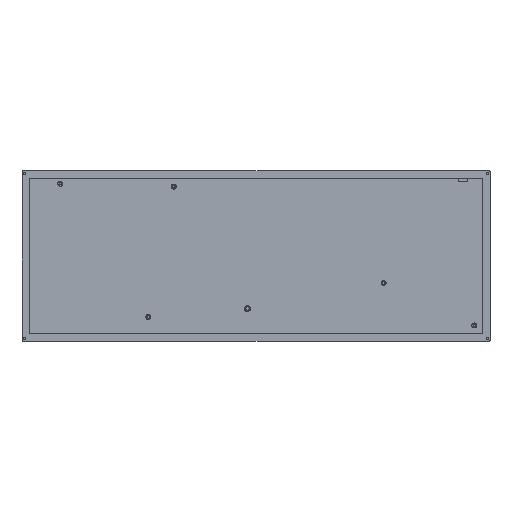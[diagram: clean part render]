
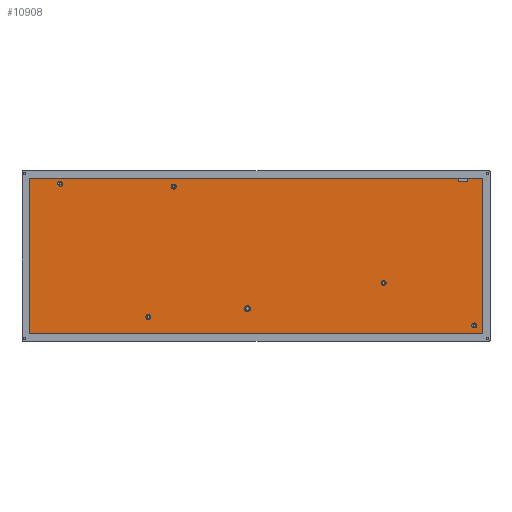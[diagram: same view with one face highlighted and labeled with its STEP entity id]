
A CAD part, top view. The second image highlights one B-rep face of the part: STEP entity #10908.
In plain terms, the highlighted planar face has unit normal (0, 0, 1).
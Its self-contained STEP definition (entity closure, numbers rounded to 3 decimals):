
#1463=CIRCLE('',#11581,2.1);
#1465=CIRCLE('',#11585,2.1);
#1466=CIRCLE('',#11586,2.524);
#1467=CIRCLE('',#11587,2.1);
#1468=CIRCLE('',#11588,2.1);
#1469=CIRCLE('',#11589,2.1);
#1524=FACE_BOUND('',#2296,.T.);
#1525=FACE_BOUND('',#2297,.T.);
#1526=FACE_BOUND('',#2298,.T.);
#1527=FACE_BOUND('',#2299,.T.);
#1528=FACE_BOUND('',#2300,.T.);
#1529=FACE_BOUND('',#2301,.T.);
#1634=FACE_OUTER_BOUND('',#2295,.T.);
#2295=EDGE_LOOP('',(#7411,#7412,#7413,#7414,#7415,#7416,#7417,#7418));
#2296=EDGE_LOOP('',(#7419));
#2297=EDGE_LOOP('',(#7420));
#2298=EDGE_LOOP('',(#7421));
#2299=EDGE_LOOP('',(#7422));
#2300=EDGE_LOOP('',(#7423));
#2301=EDGE_LOOP('',(#7424));
#3010=LINE('',#12921,#3722);
#3013=LINE('',#12927,#3725);
#3031=LINE('',#12962,#3743);
#3044=LINE('',#12990,#3756);
#3048=LINE('',#12997,#3760);
#3075=LINE('',#13063,#3787);
#3076=LINE('',#13065,#3788);
#3077=LINE('',#13066,#3789);
#3722=VECTOR('',#11774,10.);
#3725=VECTOR('',#11779,10.);
#3743=VECTOR('',#11809,10.);
#3756=VECTOR('',#11834,1.);
#3760=VECTOR('',#11838,1.);
#3787=VECTOR('',#11901,1.);
#3788=VECTOR('',#11902,1.);
#3789=VECTOR('',#11903,1.);
#4433=VERTEX_POINT('',#12917);
#4435=VERTEX_POINT('',#12920);
#4437=VERTEX_POINT('',#12926);
#4448=VERTEX_POINT('',#12960);
#4457=VERTEX_POINT('',#12989);
#4460=VERTEX_POINT('',#12995);
#4479=VERTEX_POINT('',#13055);
#4481=VERTEX_POINT('',#13062);
#4482=VERTEX_POINT('',#13064);
#4483=VERTEX_POINT('',#13067);
#4484=VERTEX_POINT('',#13069);
#4485=VERTEX_POINT('',#13071);
#4486=VERTEX_POINT('',#13073);
#4487=VERTEX_POINT('',#13075);
#5578=EDGE_CURVE('',#4435,#4433,#3010,.T.);
#5581=EDGE_CURVE('',#4437,#4435,#3013,.T.);
#5599=EDGE_CURVE('',#4448,#4437,#3031,.T.);
#5612=EDGE_CURVE('',#4457,#4448,#3044,.T.);
#5616=EDGE_CURVE('',#4433,#4460,#3048,.T.);
#5644=EDGE_CURVE('',#4479,#4479,#1463,.T.);
#5647=EDGE_CURVE('',#4460,#4481,#3075,.T.);
#5648=EDGE_CURVE('',#4481,#4482,#3076,.T.);
#5649=EDGE_CURVE('',#4482,#4457,#3077,.T.);
#5650=EDGE_CURVE('',#4483,#4483,#1465,.T.);
#5651=EDGE_CURVE('',#4484,#4484,#1466,.T.);
#5652=EDGE_CURVE('',#4485,#4485,#1467,.T.);
#5653=EDGE_CURVE('',#4486,#4486,#1468,.T.);
#5654=EDGE_CURVE('',#4487,#4487,#1469,.T.);
#7411=ORIENTED_EDGE('',*,*,#5578,.T.);
#7412=ORIENTED_EDGE('',*,*,#5616,.T.);
#7413=ORIENTED_EDGE('',*,*,#5647,.T.);
#7414=ORIENTED_EDGE('',*,*,#5648,.T.);
#7415=ORIENTED_EDGE('',*,*,#5649,.T.);
#7416=ORIENTED_EDGE('',*,*,#5612,.T.);
#7417=ORIENTED_EDGE('',*,*,#5599,.T.);
#7418=ORIENTED_EDGE('',*,*,#5581,.T.);
#7419=ORIENTED_EDGE('',*,*,#5650,.T.);
#7420=ORIENTED_EDGE('',*,*,#5651,.T.);
#7421=ORIENTED_EDGE('',*,*,#5652,.T.);
#7422=ORIENTED_EDGE('',*,*,#5653,.T.);
#7423=ORIENTED_EDGE('',*,*,#5654,.T.);
#7424=ORIENTED_EDGE('',*,*,#5644,.T.);
#10750=PLANE('',#11584);
#10908=ADVANCED_FACE('',(#1634,#1524,#1525,#1526,#1527,#1528,#1529),#10750,
 .F.);
#11581=AXIS2_PLACEMENT_3D('',#13056,#11892,#11893);
#11584=AXIS2_PLACEMENT_3D('',#13061,#11899,#11900);
#11585=AXIS2_PLACEMENT_3D('',#13068,#11904,#11905);
#11586=AXIS2_PLACEMENT_3D('',#13070,#11906,#11907);
#11587=AXIS2_PLACEMENT_3D('',#13072,#11908,#11909);
#11588=AXIS2_PLACEMENT_3D('',#13074,#11910,#11911);
#11589=AXIS2_PLACEMENT_3D('',#13076,#11912,#11913);
#11774=DIRECTION('',(0.,1.,0.));
#11779=DIRECTION('',(-1.,0.,0.));
#11809=DIRECTION('',(0.,-1.,0.));
#11834=DIRECTION('',(-1.,0.,0.));
#11838=DIRECTION('',(-1.,0.,0.));
#11892=DIRECTION('center_axis',(0.,0.,-1.));
#11893=DIRECTION('ref_axis',(1.,0.,0.));
#11899=DIRECTION('center_axis',(0.,0.,-1.));
#11900=DIRECTION('ref_axis',(-1.,0.,0.));
#11901=DIRECTION('',(0.,-1.,0.));
#11902=DIRECTION('',(1.,0.,0.));
#11903=DIRECTION('',(0.,1.,0.));
#11904=DIRECTION('center_axis',(0.,0.,-1.));
#11905=DIRECTION('ref_axis',(1.,0.,0.));
#11906=DIRECTION('center_axis',(0.,0.,-1.));
#11907=DIRECTION('ref_axis',(1.,0.,0.));
#11908=DIRECTION('center_axis',(0.,0.,-1.));
#11909=DIRECTION('ref_axis',(1.,0.,0.));
#11910=DIRECTION('center_axis',(0.,0.,-1.));
#11911=DIRECTION('ref_axis',(1.,0.,0.));
#11912=DIRECTION('center_axis',(0.,0.,-1.));
#11913=DIRECTION('ref_axis',(1.,0.,0.));
#12917=CARTESIAN_POINT('',(379.381,-30.956,-6.4));
#12920=CARTESIAN_POINT('',(379.381,-34.031,-6.4));
#12921=CARTESIAN_POINT('',(379.381,-93.478,-6.4));
#12926=CARTESIAN_POINT('',(387.381,-34.031,-6.4));
#12927=CARTESIAN_POINT('',(201.216,-34.031,-6.4));
#12960=CARTESIAN_POINT('',(387.381,-30.956,-6.4));
#12962=CARTESIAN_POINT('',(387.381,-93.478,-6.4));
#12989=CARTESIAN_POINT('',(400.05,-30.956,-6.4));
#12990=CARTESIAN_POINT('',(19.05,-30.956,-6.4));
#12995=CARTESIAN_POINT('',(19.05,-30.956,-6.4));
#12997=CARTESIAN_POINT('',(19.05,-30.956,-6.4));
#13055=CARTESIAN_POINT('',(116.963,-147.638,-6.4));
#13056=CARTESIAN_POINT('Origin',(119.063,-147.638,-6.4));
#13061=CARTESIAN_POINT('Origin',(19.05,-161.925,-6.4));
#13062=CARTESIAN_POINT('',(19.05,-161.925,-6.4));
#13063=CARTESIAN_POINT('',(19.05,-161.925,-6.4));
#13064=CARTESIAN_POINT('',(400.05,-161.925,-6.4));
#13065=CARTESIAN_POINT('',(400.05,-161.925,-6.4));
#13066=CARTESIAN_POINT('',(400.05,-30.956,-6.4));
#13067=CARTESIAN_POINT('',(43.144,-35.719,-6.4));
#13068=CARTESIAN_POINT('Origin',(45.244,-35.719,-6.4));
#13069=CARTESIAN_POINT('',(199.882,-140.653,-6.4));
#13070=CARTESIAN_POINT('Origin',(202.406,-140.653,-6.4));
#13071=CARTESIAN_POINT('',(390.806,-154.781,-6.4));
#13072=CARTESIAN_POINT('Origin',(392.906,-154.781,-6.4));
#13073=CARTESIAN_POINT('',(138.394,-38.1,-6.4));
#13074=CARTESIAN_POINT('Origin',(140.494,-38.1,-6.4));
#13075=CARTESIAN_POINT('',(314.606,-119.063,-6.4));
#13076=CARTESIAN_POINT('Origin',(316.706,-119.063,-6.4));
